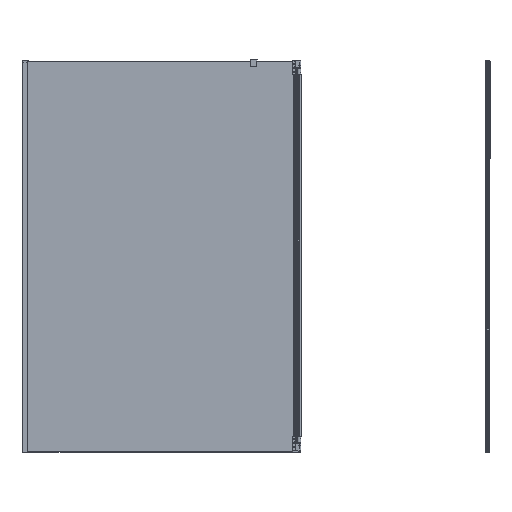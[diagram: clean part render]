
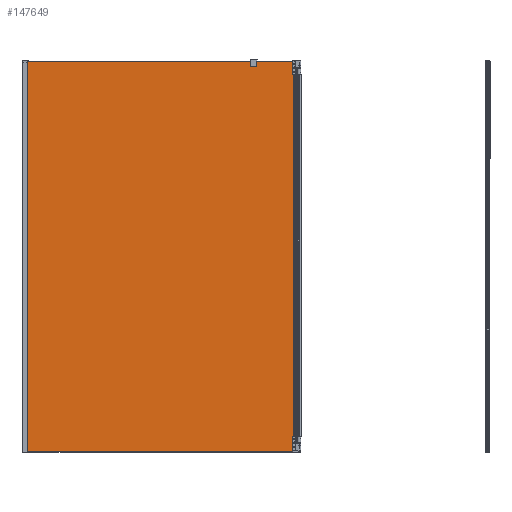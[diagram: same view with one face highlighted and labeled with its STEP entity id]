
A CAD part, top view. The second image highlights one B-rep face of the part: STEP entity #147649.
In plain terms, the highlighted planar face has unit normal (0, 0, 1).
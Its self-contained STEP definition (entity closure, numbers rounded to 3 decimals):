
#7723 = DIRECTION ( 'NONE',  ( 1., 0., 0. ) ) ;
#7751 = CARTESIAN_POINT ( 'NONE',  ( 0., 1., 10. ) ) ;
#7772 = DIRECTION ( 'NONE',  ( 0., -1., 0. ) ) ;
#7811 = CARTESIAN_POINT ( 'NONE',  ( 1., 1997., 10. ) ) ;
#17741 = VERTEX_POINT ( 'NONE', #132349 ) ;
#17744 = VERTEX_POINT ( 'NONE', #132327 ) ;
#17829 = VERTEX_POINT ( 'NONE', #133050 ) ;
#17848 = VERTEX_POINT ( 'NONE', #133024 ) ;
#22333 = ORIENTED_EDGE ( 'NONE', *, *, #98369, .T. ) ;
#22339 = ORIENTED_EDGE ( 'NONE', *, *, #98160, .T. ) ;
#22365 = ORIENTED_EDGE ( 'NONE', *, *, #98144, .T. ) ;
#22378 = ORIENTED_EDGE ( 'NONE', *, *, #98413, .T. ) ;
#36978 = DIRECTION ( 'NONE',  ( 0., 0., -1. ) ) ;
#37036 = CARTESIAN_POINT ( 'NONE',  ( 0., 1997., 10. ) ) ;
#37063 = PLANE ( 'NONE',  #145208 ) ;
#37125 = DIRECTION ( 'NONE',  ( -1., 0., 0. ) ) ;
#74069 = CARTESIAN_POINT ( 'NONE',  ( 0., 1996., 10. ) ) ;
#74101 = CARTESIAN_POINT ( 'NONE',  ( 1394., 1997., 10. ) ) ;
#74133 = DIRECTION ( 'NONE',  ( -1., 0., 0. ) ) ;
#74170 = DIRECTION ( 'NONE',  ( 0., 1., 0. ) ) ;
#75482 = LINE ( 'NONE', #74101, #75501 ) ;
#75501 = VECTOR ( 'NONE', #74170, 1000. ) ;
#75530 = VECTOR ( 'NONE', #74133, 1000. ) ;
#75557 = LINE ( 'NONE', #74069, #75530 ) ;
#75969 = LINE ( 'NONE', #7751, #75998 ) ;
#75998 = VECTOR ( 'NONE', #7723, 1000. ) ;
#76069 = VECTOR ( 'NONE', #7772, 1000. ) ;
#76079 = LINE ( 'NONE', #7811, #76069 ) ;
#98144 = EDGE_CURVE ( 'NONE', #17848, #17741, #75482, .T. ) ;
#98160 = EDGE_CURVE ( 'NONE', #17741, #17829, #75557, .T. ) ;
#98369 = EDGE_CURVE ( 'NONE', #17744, #17848, #75969, .T. ) ;
#98413 = EDGE_CURVE ( 'NONE', #17829, #17744, #76079, .T. ) ;
#111702 = EDGE_LOOP ( 'NONE', ( #22365, #22339, #22378, #22333 ) ) ;
#132327 = CARTESIAN_POINT ( 'NONE',  ( 1., 1., 10. ) ) ;
#132349 = CARTESIAN_POINT ( 'NONE',  ( 1394., 1996., 10. ) ) ;
#133024 = CARTESIAN_POINT ( 'NONE',  ( 1394., 1., 10. ) ) ;
#133050 = CARTESIAN_POINT ( 'NONE',  ( 1., 1996., 10. ) ) ;
#142313 = FACE_OUTER_BOUND ( 'NONE', #111702, .T. ) ;
#145208 = AXIS2_PLACEMENT_3D ( 'NONE', #37036, #36978, #37125 ) ;
#147649 = ADVANCED_FACE ( 'NONE', ( #142313 ), #37063, .F. ) ;
